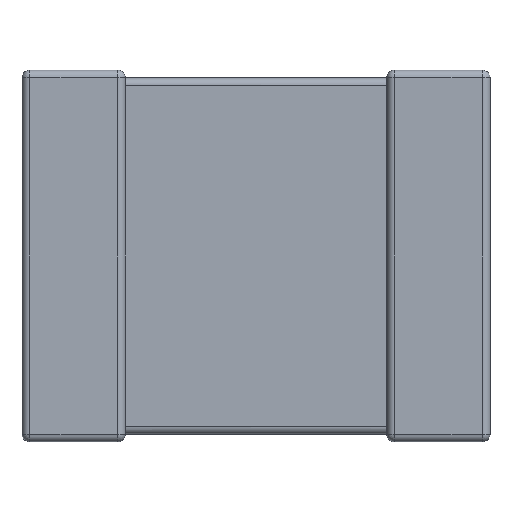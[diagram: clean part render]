
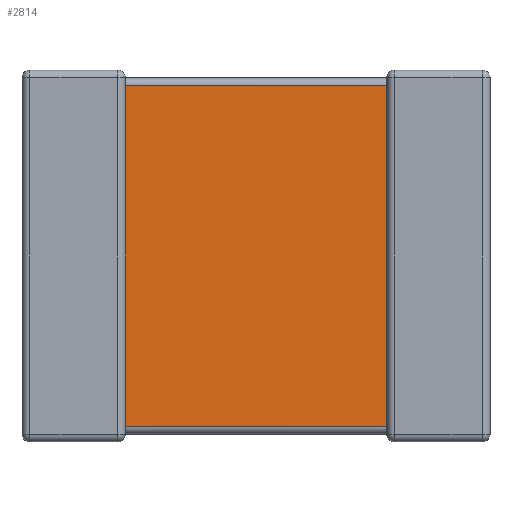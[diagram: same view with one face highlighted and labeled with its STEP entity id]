
A CAD part, front view. The second image highlights one B-rep face of the part: STEP entity #2814.
In plain terms, the highlighted planar face has unit normal (0, -1, 0).
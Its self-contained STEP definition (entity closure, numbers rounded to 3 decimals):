
#165 = DIRECTION ( 'NONE',  ( 0., 0., 1. ) ) ;
#236 = EDGE_CURVE ( 'NONE', #737, #3755, #3168, .T. ) ;
#430 = DIRECTION ( 'NONE',  ( -1., 0., 0. ) ) ;
#485 = VECTOR ( 'NONE', #1748, 1000. ) ;
#578 = DIRECTION ( 'NONE',  ( 0., 0., -1. ) ) ;
#608 = DIRECTION ( 'NONE',  ( 1., 0., 0. ) ) ;
#610 = LINE ( 'NONE', #1447, #485 ) ;
#716 = ORIENTED_EDGE ( 'NONE', *, *, #1750, .F. ) ;
#722 = ORIENTED_EDGE ( 'NONE', *, *, #2404, .T. ) ;
#737 = VERTEX_POINT ( 'NONE', #2701 ) ;
#852 = CARTESIAN_POINT ( 'NONE',  ( 0.75, 0.056, -0.112 ) ) ;
#905 = CARTESIAN_POINT ( 'NONE',  ( 2.65, 0.056, -2.588 ) ) ;
#943 = LINE ( 'NONE', #905, #4015 ) ;
#1262 = AXIS2_PLACEMENT_3D ( 'NONE', #4155, #2707, #578 ) ;
#1357 = ORIENTED_EDGE ( 'NONE', *, *, #1875, .T. ) ;
#1447 = CARTESIAN_POINT ( 'NONE',  ( 0.75, 0.056, -2.7 ) ) ;
#1635 = EDGE_LOOP ( 'NONE', ( #716, #1357, #4205, #722 ) ) ;
#1653 = VECTOR ( 'NONE', #430, 1000. ) ;
#1748 = DIRECTION ( 'NONE',  ( 0., 0., 1. ) ) ;
#1750 = EDGE_CURVE ( 'NONE', #2291, #2846, #610, .T. ) ;
#1875 = EDGE_CURVE ( 'NONE', #2291, #737, #943, .T. ) ;
#1921 = FACE_OUTER_BOUND ( 'NONE', #1635, .T. ) ;
#2195 = CARTESIAN_POINT ( 'NONE',  ( 0.75, 0.056, -2.588 ) ) ;
#2291 = VERTEX_POINT ( 'NONE', #2195 ) ;
#2404 = EDGE_CURVE ( 'NONE', #3755, #2846, #2610, .T. ) ;
#2610 = LINE ( 'NONE', #852, #1653 ) ;
#2701 = CARTESIAN_POINT ( 'NONE',  ( 2.65, 0.056, -2.588 ) ) ;
#2707 = DIRECTION ( 'NONE',  ( 0., -1., 0. ) ) ;
#2814 = ADVANCED_FACE ( 'NONE', ( #1921 ), #3051, .T. ) ;
#2846 = VERTEX_POINT ( 'NONE', #3119 ) ;
#2870 = CARTESIAN_POINT ( 'NONE',  ( 2.65, 0.056, -0.112 ) ) ;
#2945 = VECTOR ( 'NONE', #165, 1000. ) ;
#3051 = PLANE ( 'NONE',  #1262 ) ;
#3119 = CARTESIAN_POINT ( 'NONE',  ( 0.75, 0.056, -0.112 ) ) ;
#3168 = LINE ( 'NONE', #3749, #2945 ) ;
#3749 = CARTESIAN_POINT ( 'NONE',  ( 2.65, 0.056, -2.7 ) ) ;
#3755 = VERTEX_POINT ( 'NONE', #2870 ) ;
#4015 = VECTOR ( 'NONE', #608, 1000. ) ;
#4155 = CARTESIAN_POINT ( 'NONE',  ( 0.75, 0.056, -2.7 ) ) ;
#4205 = ORIENTED_EDGE ( 'NONE', *, *, #236, .T. ) ;
